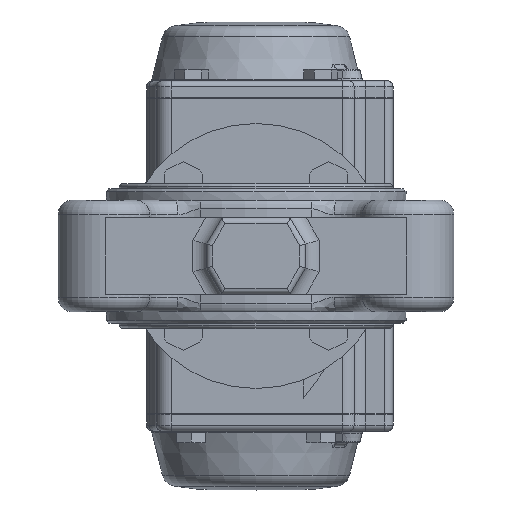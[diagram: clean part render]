
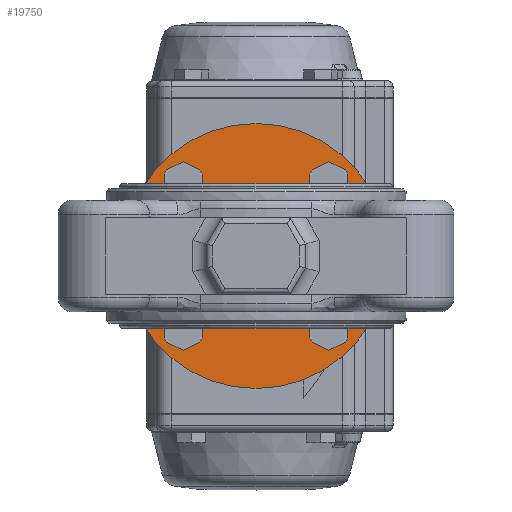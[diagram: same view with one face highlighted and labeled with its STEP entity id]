
A CAD part, front view. The second image highlights one B-rep face of the part: STEP entity #19750.
In plain terms, the highlighted planar face has unit normal (0, -1, 0).
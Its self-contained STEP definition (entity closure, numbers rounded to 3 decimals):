
#651=PLANE('',#22220);
#1627=LINE('',#36136,#2832);
#1628=LINE('',#36139,#2833);
#1629=LINE('',#36141,#2834);
#1630=LINE('',#36143,#2835);
#1631=LINE('',#36145,#2836);
#1632=LINE('',#36147,#2837);
#1633=LINE('',#36149,#2838);
#1634=LINE('',#36151,#2839);
#2832=VECTOR('',#26754,1000.);
#2833=VECTOR('',#26755,1000.);
#2834=VECTOR('',#26756,1000.);
#2835=VECTOR('',#26757,1000.);
#2836=VECTOR('',#26758,1000.);
#2837=VECTOR('',#26759,1000.);
#2838=VECTOR('',#26760,1000.);
#2839=VECTOR('',#26761,1000.);
#7595=ORIENTED_EDGE('',*,*,#11599,.T.);
#7596=ORIENTED_EDGE('',*,*,#11600,.T.);
#7597=ORIENTED_EDGE('',*,*,#11601,.T.);
#7598=ORIENTED_EDGE('',*,*,#11602,.T.);
#7599=ORIENTED_EDGE('',*,*,#11603,.T.);
#7600=ORIENTED_EDGE('',*,*,#11604,.T.);
#7601=ORIENTED_EDGE('',*,*,#11605,.T.);
#7602=ORIENTED_EDGE('',*,*,#11606,.T.);
#7603=ORIENTED_EDGE('',*,*,#11607,.T.);
#7604=ORIENTED_EDGE('',*,*,#11608,.T.);
#7605=ORIENTED_EDGE('',*,*,#11609,.T.);
#7606=ORIENTED_EDGE('',*,*,#11610,.T.);
#7607=ORIENTED_EDGE('',*,*,#11597,.F.);
#11597=EDGE_CURVE('',#13845,#13845,#15276,.T.);
#11599=EDGE_CURVE('',#13847,#13848,#1627,.F.);
#11600=EDGE_CURVE('',#13848,#13849,#1628,.F.);
#11601=EDGE_CURVE('',#13849,#13850,#1629,.F.);
#11602=EDGE_CURVE('',#13850,#13851,#1630,.F.);
#11603=EDGE_CURVE('',#13851,#13852,#1631,.F.);
#11604=EDGE_CURVE('',#13852,#13853,#1632,.F.);
#11605=EDGE_CURVE('',#13853,#13854,#1633,.T.);
#11606=EDGE_CURVE('',#13854,#13847,#1634,.F.);
#11607=EDGE_CURVE('',#13855,#13855,#15278,.T.);
#11608=EDGE_CURVE('',#13856,#13856,#15279,.T.);
#11609=EDGE_CURVE('',#13857,#13857,#15280,.T.);
#11610=EDGE_CURVE('',#13858,#13858,#15281,.T.);
#13845=VERTEX_POINT('',#36132);
#13847=VERTEX_POINT('',#36137);
#13848=VERTEX_POINT('',#36138);
#13849=VERTEX_POINT('',#36140);
#13850=VERTEX_POINT('',#36142);
#13851=VERTEX_POINT('',#36144);
#13852=VERTEX_POINT('',#36146);
#13853=VERTEX_POINT('',#36148);
#13854=VERTEX_POINT('',#36150);
#13855=VERTEX_POINT('',#36153);
#13856=VERTEX_POINT('',#36155);
#13857=VERTEX_POINT('',#36157);
#13858=VERTEX_POINT('',#36159);
#15276=CIRCLE('',#22218,45.);
#15278=CIRCLE('',#22221,5.);
#15279=CIRCLE('',#22222,5.);
#15280=CIRCLE('',#22223,5.);
#15281=CIRCLE('',#22224,5.);
#16450=EDGE_LOOP('',(#7595,#7596,#7597,#7598,#7599,#7600,#7601,#7602));
#16451=EDGE_LOOP('',(#7603));
#16452=EDGE_LOOP('',(#7604));
#16453=EDGE_LOOP('',(#7605));
#16454=EDGE_LOOP('',(#7606));
#16455=EDGE_LOOP('',(#7607));
#18016=FACE_BOUND('',#16450,.T.);
#18017=FACE_BOUND('',#16451,.T.);
#18018=FACE_BOUND('',#16452,.T.);
#18019=FACE_BOUND('',#16453,.T.);
#18020=FACE_BOUND('',#16454,.T.);
#18021=FACE_BOUND('',#16455,.T.);
#19750=ADVANCED_FACE('',(#18016,#18017,#18018,#18019,#18020,#18021),#651,
 .F.);
#22218=AXIS2_PLACEMENT_3D('',#36131,#26748,#26749);
#22220=AXIS2_PLACEMENT_3D('',#36135,#26752,#26753);
#22221=AXIS2_PLACEMENT_3D('',#36152,#26762,#26763);
#22222=AXIS2_PLACEMENT_3D('',#36154,#26764,#26765);
#22223=AXIS2_PLACEMENT_3D('',#36156,#26766,#26767);
#22224=AXIS2_PLACEMENT_3D('',#36158,#26768,#26769);
#26748=DIRECTION('',(0.,1.,0.));
#26749=DIRECTION('',(0.,0.,1.));
#26752=DIRECTION('',(0.,1.,0.));
#26753=DIRECTION('',(0.,0.,1.));
#26754=DIRECTION('',(0.,0.,-1.));
#26755=DIRECTION('',(-0.5,0.,-0.866));
#26756=DIRECTION('',(-1.,0.,0.));
#26757=DIRECTION('',(-0.5,0.,0.866));
#26758=DIRECTION('',(0.,0.,1.));
#26759=DIRECTION('',(0.5,0.,0.866));
#26760=DIRECTION('',(-1.,0.,0.));
#26761=DIRECTION('',(0.5,0.,-0.866));
#26762=DIRECTION('',(0.,1.,0.));
#26763=DIRECTION('',(0.,0.,1.));
#26764=DIRECTION('',(0.,1.,0.));
#26765=DIRECTION('',(0.,0.,1.));
#26766=DIRECTION('',(0.,1.,0.));
#26767=DIRECTION('',(0.,0.,1.));
#26768=DIRECTION('',(0.,1.,0.));
#26769=DIRECTION('',(0.,0.,1.));
#36131=CARTESIAN_POINT('',(0.,141.,0.));
#36132=CARTESIAN_POINT('',(0.,141.,45.));
#36135=CARTESIAN_POINT('',(0.,141.,0.));
#36136=CARTESIAN_POINT('',(-21.5,141.,0.));
#36137=CARTESIAN_POINT('',(-21.5,141.,-5.34));
#36138=CARTESIAN_POINT('',(-21.5,141.,5.34));
#36139=CARTESIAN_POINT('',(-18.437,141.,10.645));
#36140=CARTESIAN_POINT('',(-14.191,141.,18.));
#36141=CARTESIAN_POINT('',(0.,141.,18.));
#36142=CARTESIAN_POINT('',(14.191,141.,18.));
#36143=CARTESIAN_POINT('',(18.437,141.,10.645));
#36144=CARTESIAN_POINT('',(21.5,141.,5.34));
#36145=CARTESIAN_POINT('',(21.5,141.,0.));
#36146=CARTESIAN_POINT('',(21.5,141.,-5.34));
#36147=CARTESIAN_POINT('',(18.437,141.,-10.645));
#36148=CARTESIAN_POINT('',(14.191,141.,-18.));
#36149=CARTESIAN_POINT('',(-11.304,141.,-18.));
#36150=CARTESIAN_POINT('',(-14.191,141.,-18.));
#36151=CARTESIAN_POINT('',(-18.437,141.,-10.645));
#36152=CARTESIAN_POINT('',(-24.749,141.,24.749));
#36153=CARTESIAN_POINT('',(-24.749,141.,29.749));
#36154=CARTESIAN_POINT('',(24.749,141.,24.749));
#36155=CARTESIAN_POINT('',(24.749,141.,29.749));
#36156=CARTESIAN_POINT('',(24.749,141.,-24.749));
#36157=CARTESIAN_POINT('',(24.749,141.,-19.749));
#36158=CARTESIAN_POINT('',(-24.749,141.,-24.749));
#36159=CARTESIAN_POINT('',(-24.749,141.,-19.749));
